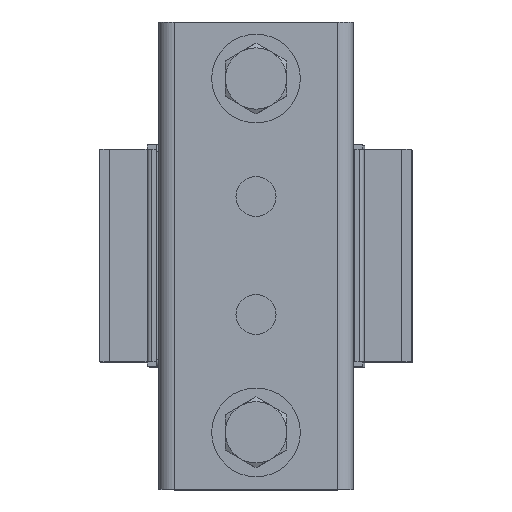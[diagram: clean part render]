
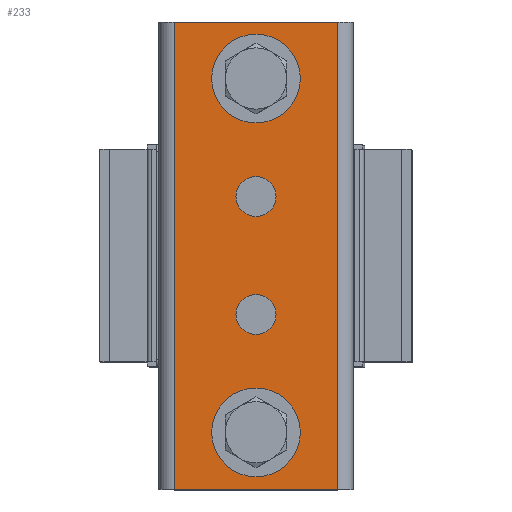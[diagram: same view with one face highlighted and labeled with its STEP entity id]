
A CAD part, top view. The second image highlights one B-rep face of the part: STEP entity #233.
In plain terms, the highlighted planar face has unit normal (0, 0, 1).
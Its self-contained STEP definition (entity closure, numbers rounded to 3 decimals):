
#233=ADVANCED_FACE('',(#995,#996,#997,#998,#999),#1000,.F.);
#995=FACE_OUTER_BOUND('',#2543,.T.);
#996=FACE_BOUND('',#2544,.T.);
#997=FACE_BOUND('',#2545,.T.);
#998=FACE_BOUND('',#2546,.T.);
#999=FACE_BOUND('',#2547,.T.);
#1000=PLANE('',#2548);
#2543=EDGE_LOOP('',(#4185,#4186,#4187,#4188));
#2544=EDGE_LOOP('',(#4189,#4190));
#2545=EDGE_LOOP('',(#4191,#4192));
#2546=EDGE_LOOP('',(#4193,#4194));
#2547=EDGE_LOOP('',(#4195,#4196));
#2548=AXIS2_PLACEMENT_3D('',#4197,#4198,#4199);
#4185=ORIENTED_EDGE('',*,*,#10235,.F.);
#4186=ORIENTED_EDGE('',*,*,#10249,.F.);
#4187=ORIENTED_EDGE('',*,*,#10220,.F.);
#4188=ORIENTED_EDGE('',*,*,#10250,.F.);
#4189=ORIENTED_EDGE('',*,*,#10194,.T.);
#4190=ORIENTED_EDGE('',*,*,#10240,.T.);
#4191=ORIENTED_EDGE('',*,*,#10198,.T.);
#4192=ORIENTED_EDGE('',*,*,#10241,.T.);
#4193=ORIENTED_EDGE('',*,*,#10202,.T.);
#4194=ORIENTED_EDGE('',*,*,#10242,.T.);
#4195=ORIENTED_EDGE('',*,*,#10206,.T.);
#4196=ORIENTED_EDGE('',*,*,#10243,.T.);
#4197=CARTESIAN_POINT('',(-5.609,56.479,21.589));
#4198=DIRECTION('',(0.,0.,-1.0));
#4199=DIRECTION('',(-1.0,0.0,0.));
#10194=EDGE_CURVE('',#12149,#12147,#12150,.T.);
#10198=EDGE_CURVE('',#12157,#12155,#12158,.T.);
#10202=EDGE_CURVE('',#12165,#12163,#12166,.T.);
#10206=EDGE_CURVE('',#12173,#12171,#12174,.T.);
#10220=EDGE_CURVE('',#12194,#12196,#12197,.T.);
#10235=EDGE_CURVE('',#12221,#12223,#12224,.T.);
#10240=EDGE_CURVE('',#12147,#12149,#12232,.T.);
#10241=EDGE_CURVE('',#12155,#12157,#12233,.T.);
#10242=EDGE_CURVE('',#12163,#12165,#12234,.T.);
#10243=EDGE_CURVE('',#12171,#12173,#12235,.T.);
#10249=EDGE_CURVE('',#12196,#12221,#12245,.T.);
#10250=EDGE_CURVE('',#12223,#12194,#12246,.T.);
#12147=VERTEX_POINT('',#15374);
#12149=VERTEX_POINT('',#15377);
#12150=CIRCLE('',#15378,4.25);
#12155=VERTEX_POINT('',#15384);
#12157=VERTEX_POINT('',#15387);
#12158=CIRCLE('',#15388,4.25);
#12163=VERTEX_POINT('',#15394);
#12165=VERTEX_POINT('',#15397);
#12166=CIRCLE('',#15398,4.25);
#12171=VERTEX_POINT('',#15404);
#12173=VERTEX_POINT('',#15407);
#12174=CIRCLE('',#15408,4.25);
#12194=VERTEX_POINT('',#15434);
#12196=VERTEX_POINT('',#15436);
#12197=LINE('',#15437,#15438);
#12221=VERTEX_POINT('',#15472);
#12223=VERTEX_POINT('',#15474);
#12224=LINE('',#15475,#15476);
#12232=CIRCLE('',#15487,4.25);
#12233=CIRCLE('',#15488,4.25);
#12234=CIRCLE('',#15489,4.25);
#12235=CIRCLE('',#15490,4.25);
#12245=LINE('',#15505,#15506);
#12246=LINE('',#15507,#15508);
#15374=CARTESIAN_POINT('',(-26.209,-1.271,21.589));
#15377=CARTESIAN_POINT('',(-26.209,-9.771,21.589));
#15378=AXIS2_PLACEMENT_3D('',#20539,#20540,#20541);
#15384=CARTESIAN_POINT('',(-26.209,-26.271,21.589));
#15387=CARTESIAN_POINT('',(-26.209,-34.771,21.589));
#15388=AXIS2_PLACEMENT_3D('',#20547,#20548,#20549);
#15394=CARTESIAN_POINT('',(-26.209,23.729,21.589));
#15397=CARTESIAN_POINT('',(-26.209,15.229,21.589));
#15398=AXIS2_PLACEMENT_3D('',#20555,#20556,#20557);
#15404=CARTESIAN_POINT('',(-26.209,48.729,21.589));
#15407=CARTESIAN_POINT('',(-26.209,40.229,21.589));
#15408=AXIS2_PLACEMENT_3D('',#20563,#20564,#20565);
#15434=CARTESIAN_POINT('',(-8.909,-42.521,21.589));
#15436=CARTESIAN_POINT('',(-43.509,-42.521,21.589));
#15437=CARTESIAN_POINT('',(-43.509,-42.521,21.589));
#15438=VECTOR('',#20593,1000.0);
#15472=CARTESIAN_POINT('',(-43.509,56.479,21.589));
#15474=CARTESIAN_POINT('',(-8.909,56.479,21.589));
#15475=CARTESIAN_POINT('',(-8.909,56.479,21.589));
#15476=VECTOR('',#20616,1000.0);
#15487=AXIS2_PLACEMENT_3D('',#20623,#20624,#20625);
#15488=AXIS2_PLACEMENT_3D('',#20626,#20627,#20628);
#15489=AXIS2_PLACEMENT_3D('',#20629,#20630,#20631);
#15490=AXIS2_PLACEMENT_3D('',#20632,#20633,#20634);
#15505=CARTESIAN_POINT('',(-43.509,56.479,21.589));
#15506=VECTOR('',#20640,1000.0);
#15507=CARTESIAN_POINT('',(-8.909,56.479,21.589));
#15508=VECTOR('',#20641,1000.0);
#20539=CARTESIAN_POINT('',(-26.209,-5.521,21.589));
#20540=DIRECTION('',(-0.0,-0.0,-1.0));
#20541=DIRECTION('',(0.0,-1.0,0.0));
#20547=CARTESIAN_POINT('',(-26.209,-30.521,21.589));
#20548=DIRECTION('',(-0.0,-0.0,-1.0));
#20549=DIRECTION('',(0.0,-1.0,0.0));
#20555=CARTESIAN_POINT('',(-26.209,19.479,21.589));
#20556=DIRECTION('',(-0.0,-0.0,-1.0));
#20557=DIRECTION('',(0.0,-1.0,0.0));
#20563=CARTESIAN_POINT('',(-26.209,44.479,21.589));
#20564=DIRECTION('',(-0.0,-0.0,-1.0));
#20565=DIRECTION('',(0.0,-1.0,0.0));
#20593=DIRECTION('',(-1.0,0.,-0.0));
#20616=DIRECTION('',(1.0,0.,0.));
#20623=CARTESIAN_POINT('',(-26.209,-5.521,21.589));
#20624=DIRECTION('',(-0.0,-0.0,-1.0));
#20625=DIRECTION('',(0.0,-1.0,0.0));
#20626=CARTESIAN_POINT('',(-26.209,-30.521,21.589));
#20627=DIRECTION('',(-0.0,-0.0,-1.0));
#20628=DIRECTION('',(0.0,-1.0,0.0));
#20629=CARTESIAN_POINT('',(-26.209,19.479,21.589));
#20630=DIRECTION('',(-0.0,-0.0,-1.0));
#20631=DIRECTION('',(0.0,-1.0,0.0));
#20632=CARTESIAN_POINT('',(-26.209,44.479,21.589));
#20633=DIRECTION('',(-0.0,-0.0,-1.0));
#20634=DIRECTION('',(0.0,-1.0,0.0));
#20640=DIRECTION('',(0.,1.0,0.));
#20641=DIRECTION('',(0.,-1.0,0.));
